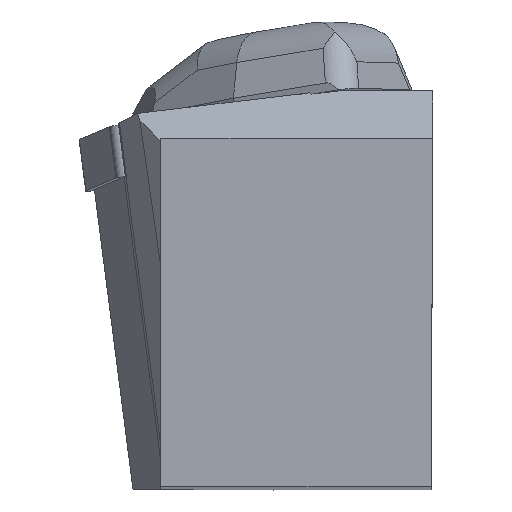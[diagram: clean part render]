
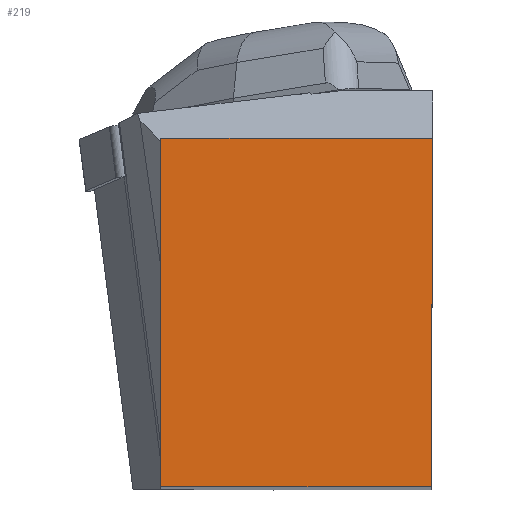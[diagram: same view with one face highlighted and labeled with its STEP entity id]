
A CAD part, top view. The second image highlights one B-rep face of the part: STEP entity #219.
In plain terms, the highlighted planar face has unit normal (0, 0, 1).
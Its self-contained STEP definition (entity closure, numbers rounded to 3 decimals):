
#152=FACE_OUTER_BOUND('',#620,.T.);
#219=ADVANCED_FACE('BLANK_BOXF006',(#152),#279,.F.);
#279=PLANE('',#1473);
#370=LINE('',#2132,#506);
#374=LINE('',#2146,#510);
#382=LINE('',#2164,#518);
#383=LINE('',#2166,#519);
#506=VECTOR('',#1688,1.);
#510=VECTOR('',#1700,1.);
#518=VECTOR('',#1718,1.);
#519=VECTOR('',#1721,1.);
#620=EDGE_LOOP('',(#812,#813,#814,#815));
#812=ORIENTED_EDGE('',*,*,#1234,.F.);
#813=ORIENTED_EDGE('',*,*,#1227,.F.);
#814=ORIENTED_EDGE('',*,*,#1244,.F.);
#815=ORIENTED_EDGE('',*,*,#1245,.F.);
#1087=VERTEX_POINT('',#2131);
#1088=VERTEX_POINT('',#2133);
#1094=VERTEX_POINT('',#2147);
#1098=VERTEX_POINT('',#2163);
#1227=EDGE_CURVE('',#1087,#1088,#370,.T.);
#1234=EDGE_CURVE('',#1088,#1094,#374,.T.);
#1244=EDGE_CURVE('',#1098,#1087,#382,.T.);
#1245=EDGE_CURVE('',#1094,#1098,#383,.T.);
#1473=AXIS2_PLACEMENT_3D('',#2167,#1722,#1723);
#1688=DIRECTION('',(-1.,0.,0.));
#1700=DIRECTION('',(0.,1.,0.));
#1718=DIRECTION('',(-0.004,-1.,0.));
#1721=DIRECTION('',(1.,0.,0.));
#1722=DIRECTION('',(0.,0.,-1.));
#1723=DIRECTION('',(-1.,0.,0.));
#2131=CARTESIAN_POINT('',(-0.139,0.,0.));
#2132=CARTESIAN_POINT('',(183.35,0.,0.));
#2133=CARTESIAN_POINT('',(-24.875,0.,0.));
#2146=CARTESIAN_POINT('',(-24.875,-183.35,0.));
#2147=CARTESIAN_POINT('',(-24.875,31.85,0.));
#2163=CARTESIAN_POINT('',(0.,31.85,0.));
#2164=CARTESIAN_POINT('',(0.661,183.348,0.));
#2166=CARTESIAN_POINT('',(-183.35,31.85,0.));
#2167=CARTESIAN_POINT('',(-44.35,-5.,0.));
